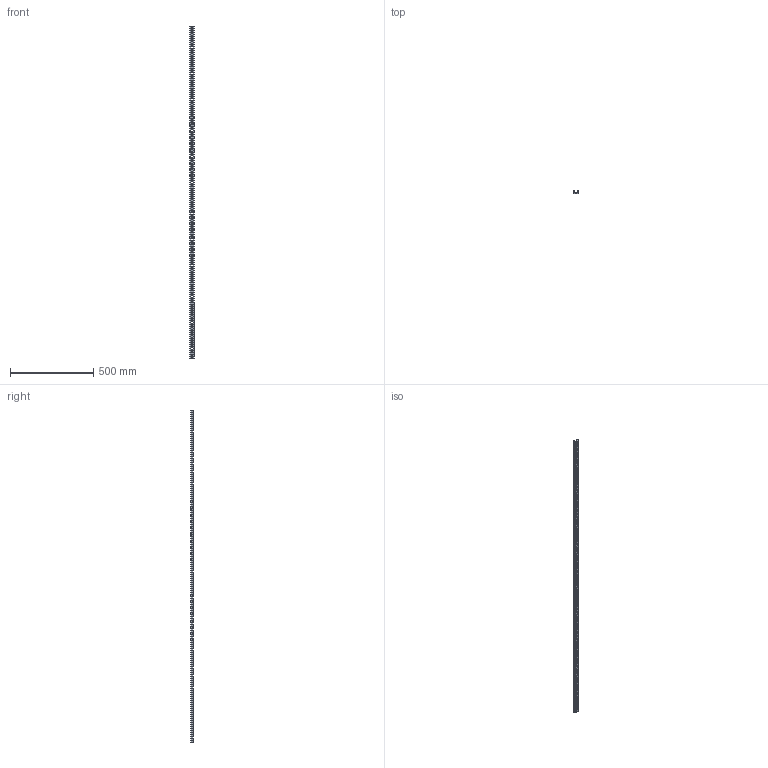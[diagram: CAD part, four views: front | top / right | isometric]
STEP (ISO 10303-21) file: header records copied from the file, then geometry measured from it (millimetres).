
FILE_DESCRIPTION (( 'STEP AP214' ), '1' );
FILE_NAME ('1109871_KSTP1.stp', '2018-07-26T14:35:14', ( '' ), ( '' ), 'SwSTEP 2.0', 'SolidWorks 2016', '' );
FILE_SCHEMA (( 'AUTOMOTIVE_DESIGN' ));
Length unit declared in the file: millimetre
Products named in the file (1): 1109871_KSTP1
Bounding box: 30 x 15 x 2000 mm (x, y, z)
Volume: 175836.8 mm3; surface area: 246474.4 mm2
Topology: 1 solids, 1 shells, 526 faces, 1492 edges, 984 vertices
Faces by surface type: plane 333, cylinder 144, bspline 49
Entity records: 19892 total; most frequent: CARTESIAN_POINT 5948, ORIENTED_EDGE 2984, DIRECTION 2638, EDGE_CURVE 1492, VECTOR 1106, LINE 1106, VERTEX_POINT 984, AXIS2_PLACEMENT_3D 766
